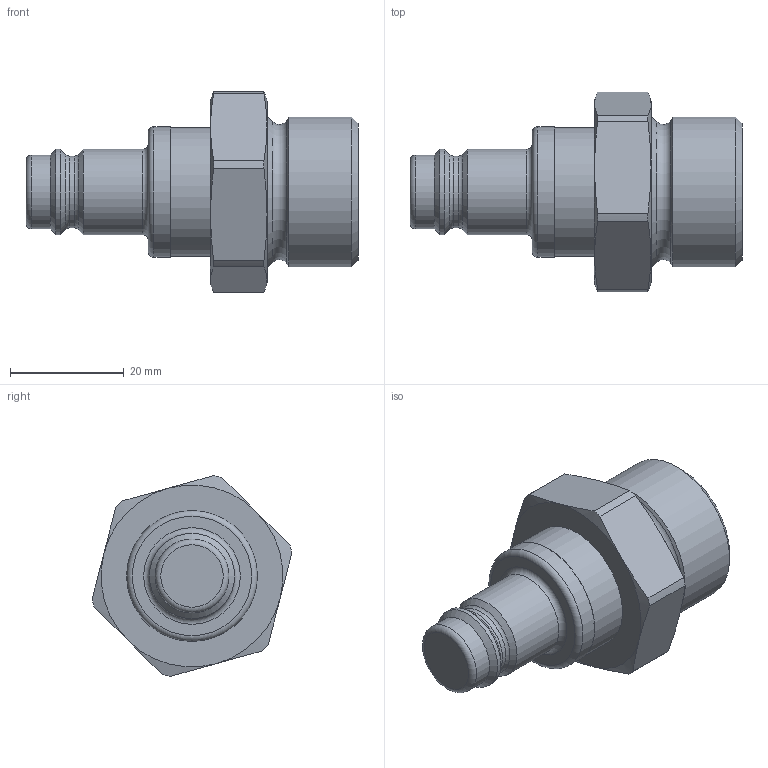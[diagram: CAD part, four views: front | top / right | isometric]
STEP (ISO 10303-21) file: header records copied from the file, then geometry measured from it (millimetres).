
FILE_DESCRIPTION((''),'2;1');
FILE_NAME('27sbaw26rvx.stp','2014-06-24T09:39:17',('IA176480'),(''),'Autodesk Inventor 2013','Autodesk Inventor 2013','');
FILE_SCHEMA(('AUTOMOTIVE_DESIGN { 1 0 10303 214 1 1 1 1 }'));
Length unit declared in the file: millimetre
Products named in the file (1): D110813
Bounding box: 58.4 x 35.15 x 35.31 mm (x, y, z)
Volume: 25116.2 mm3; surface area: 6096.6 mm2
Topology: 1 solids, 2 shells, 56 faces, 117 edges, 68 vertices
Faces by surface type: cone 21, cylinder 16, plane 13, torus 6
Full cylindrical faces by diameter (mm): 12.65 x1, 13 x1, 15 x2, 18.5 x1, 19 x1, 20.3 x1, 22.75 x1, 23 x1, 26.441 x1
Entity records: 1406 total; most frequent: CARTESIAN_POINT 261, DIRECTION 234, ORIENTED_EDGE 180, AXIS2_PLACEMENT_3D 111, EDGE_CURVE 90, EDGE_LOOP 86, VERTEX_POINT 66, STYLED_ITEM 57
